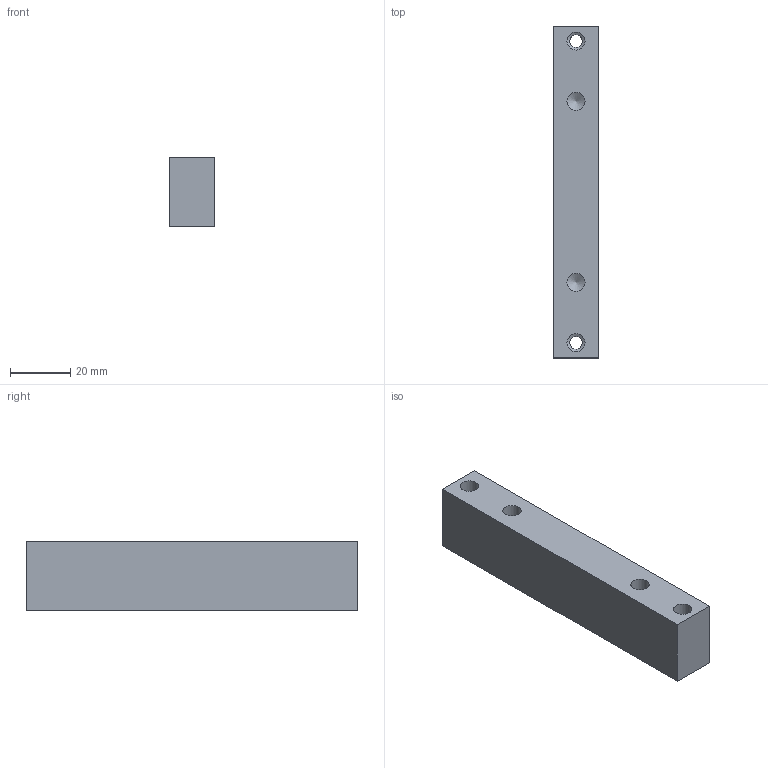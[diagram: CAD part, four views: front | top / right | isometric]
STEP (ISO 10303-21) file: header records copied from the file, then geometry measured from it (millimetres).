
FILE_DESCRIPTION(/* description */ ('AMARRE PATIN'),/* implementation_level */ '2;1');
FILE_NAME(/* name */ 'C04H030021-linear-guide-union.stp',/* time_stamp */ '2014-12-22T14:51:09+01:00',/* author */ ('MARCHA TECHNOLOGY'),/* organization */ ('MARCHA TECHNOLOGY'),/* preprocessor_version */ 'ST-DEVELOPER v15.6',/* originating_system */ 'Autodesk Inventor 2015',/* authorisation */ '');
FILE_SCHEMA (('CONFIG_CONTROL_DESIGN'));
Length unit declared in the file: millimetre
Products named in the file (1): C04H030021-linear-guide-union
Bounding box: 15 x 110 x 23 mm (x, y, z)
Volume: 36758.5 mm3; surface area: 9895.9 mm2
Topology: 1 solids, 1 shells, 16 faces, 38 edges, 24 vertices
Faces by surface type: cylinder 6, plane 6, cone 4
Full cylindrical faces by diameter (mm): 4.2 x2, 6 x4
Entity records: 408 total; most frequent: DIRECTION 70, CARTESIAN_POINT 61, ORIENTED_EDGE 48, EDGE_LOOP 30, AXIS2_PLACEMENT_3D 29, EDGE_CURVE 24, VERTEX_POINT 20, FACE_OUTER_BOUND 16
